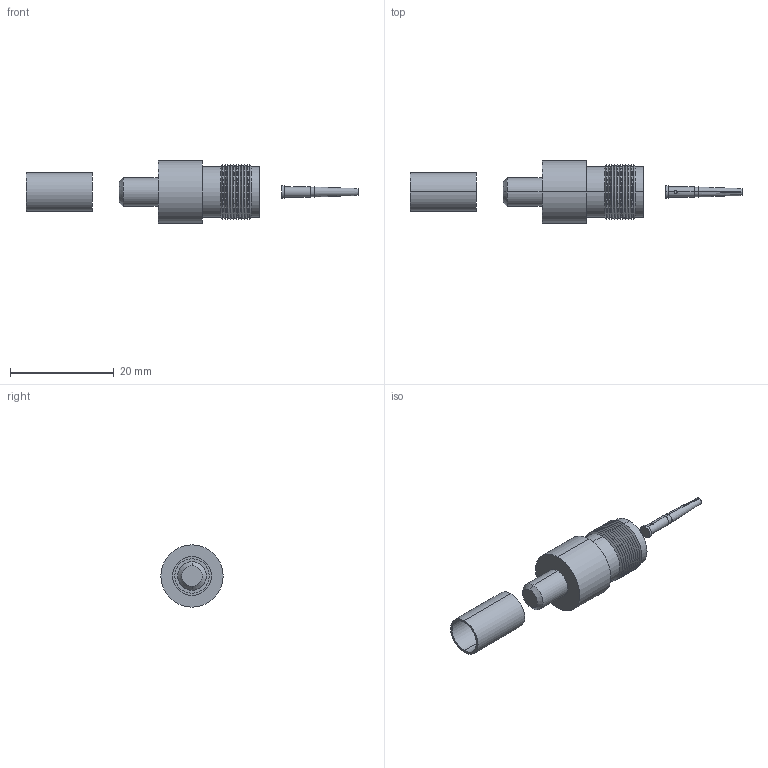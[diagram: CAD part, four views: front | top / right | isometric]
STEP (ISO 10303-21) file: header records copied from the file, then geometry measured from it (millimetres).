
FILE_DESCRIPTION (( 'STEP AP214' ), '1' );
FILE_NAME ('ATF-1506.STEP', '2011-02-09T20:13:24', ( 'x' ), ( 'Microsoft' ), 'SwSTEP 2.0', 'SolidWorks 2010', '' );
FILE_SCHEMA (( 'AUTOMOTIVE_DESIGN' ));
Length unit declared in the file: inch
Products named in the file (4): ATF-1506; ATF-1506-MA2; ATF-1506-MA1; ATF-1506-MA3
Assembly tree (3 placements, depth 2):
  ATF-1506
    ATF-1506-MA1
    ATF-1506-MA2
    ATF-1506-MA3
Bounding box: 63.86 x 11.99 x 11.99 mm (x, y, z)
Volume: 1623.5 mm3; surface area: 2406.4 mm2
Topology: 4 solids, 4 shells, 121 faces, 249 edges, 142 vertices
Faces by surface type: cylinder 48, cone 48, plane 23, torus 2
Entity records: 3592 total; most frequent: DIRECTION 627, CARTESIAN_POINT 572, ORIENTED_EDGE 498, AXIS2_PLACEMENT_3D 261, EDGE_CURVE 249, VERTEX_POINT 142, CIRCLE 134, EDGE_LOOP 131
